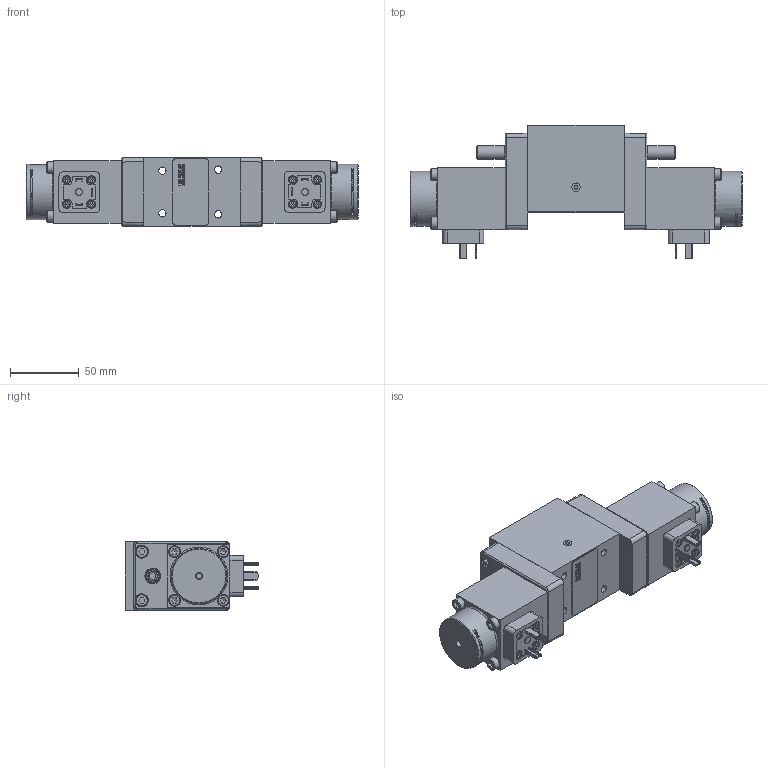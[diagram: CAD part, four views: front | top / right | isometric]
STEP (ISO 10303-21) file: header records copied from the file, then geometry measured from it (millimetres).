
FILE_DESCRIPTION (( 'STEP AP214' ), '1' );
FILE_NAME ('WV700-6-4_3-H, E, J.STEP', '2022-12-09T15:17:12', ( '' ), ( '' ), 'SwSTEP 2.0', 'SolidWorks 2020', '' );
FILE_SCHEMA (( 'AUTOMOTIVE_DESIGN' ));
Length unit declared in the file: millimetre
Products named in the file (1): WV700-6-4_3-H, E, J
Bounding box: 240.9 x 97 x 50 mm (x, y, z)
Volume: 594872.4 mm3; surface area: 75748.2 mm2
Topology: 1 solids, 11 shells, 1918 faces, 4913 edges, 3152 vertices
Faces by surface type: plane 985, bspline 535, cylinder 325, cone 73
Full cylindrical faces by diameter (mm): 2.8 x1, 4 x1, 4.019 x4, 4.2 x16, 4.95 x2, 5 x4, 5.3 x4, 5.5 x8, 5.9 x3, 6 x9, 6.05 x2, 6.06 x1, 6.466 x2, 7 x2, 8.5 x12, 9.255 x1, 9.32 x1, 9.563 x1, 9.632 x1, 9.8 x2, 9.912 x1, 9.931 x1, 10 x2, 10.008 x2, 10.181 x1, 10.308 x1, 12.35 x4, 31.778 x1, 39.146 x1, 40 x2
Entity records: 82177 total; most frequent: CARTESIAN_POINT 39850, ORIENTED_EDGE 9244, DIRECTION 7235, EDGE_CURVE 4622, VERTEX_POINT 3063, LINE 2535, VECTOR 2535, AXIS2_PLACEMENT_3D 2350
